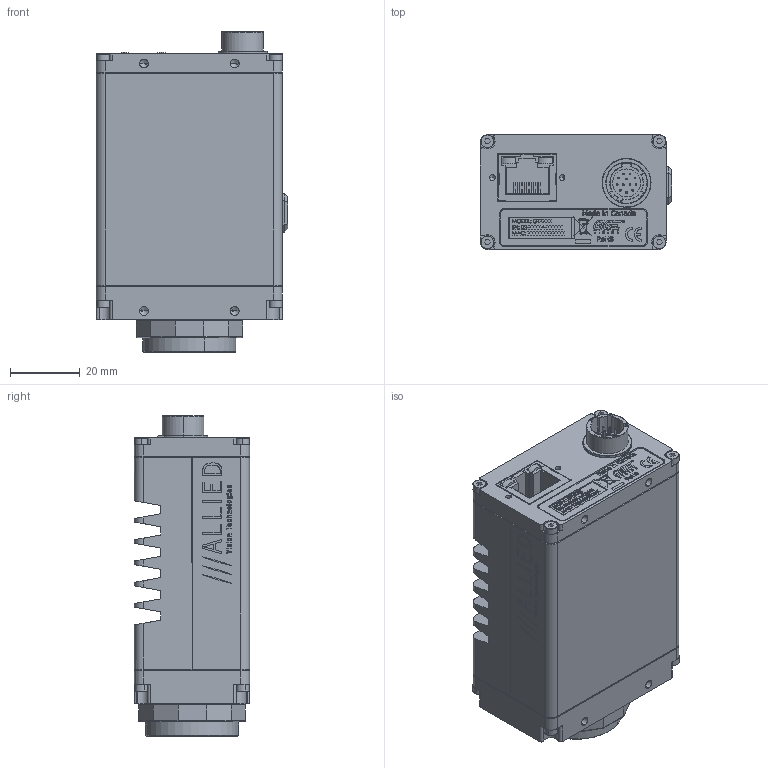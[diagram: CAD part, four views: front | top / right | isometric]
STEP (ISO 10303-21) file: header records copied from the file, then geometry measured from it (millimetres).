
FILE_DESCRIPTION (( 'STEP AP214' ), '1' );
FILE_NAME ('GT2750M CAMERAS ASSY.STEP', '2013-08-01T19:52:56', ( '' ), ( '' ), 'SwSTEP 2.0', 'SolidWorks 2013', '' );
FILE_SCHEMA (( 'AUTOMOTIVE_DESIGN' ));
Length unit declared in the file: millimetre
Products named in the file (23): 200130A-GT CONTROL FAST; 110103A-GX CCD GASKET; 140061-SCREW SKT CAP M2x8 SS; GT TOP COVER_110161A-GT TOP COVER LONG; SONY ICX694 BODY; GT2750M CAMERAS ASSY; 110153A-GT BACK PLATE; 740144A-GT SERIES LABEL; GT BODY ASSY_100192A-GT BODY ASSY FAST; GT FRONT ASSY SONY 4 TAP_100208A-GT2750M FRONT ASSY; 260034-HIROSE HR10A-10R-12PB; SONY ICX694 WINDOW; 220231-SONY ICX694ALG; 260034-HIROSE HR10A-10R-12PB WASHER; LABEL PRINTOUT; GT BOT COVER_110160A-GT BOT COVER LONG; 100191A-GT BACK ASSY; 110162A-GT FRONT PLATE LF; 260034-HIROSE HR10A-10R-12PB NUT; CONN_AMPHENOL_RJHSE-5481; 110003AC-CV CMOUNT RING; CONN_KOBICONN_163-157J-E; 110031A-B EC-CCD LOCKING RING
Assembly tree (29 placements, depth 4):
  GT2750M CAMERAS ASSY
    GT BODY ASSY_100192A-GT BODY ASSY FAST
      140061-SCREW SKT CAP M2x8 SS  x4
      100191A-GT BACK ASSY
        260034-HIROSE HR10A-10R-12PB NUT
        260034-HIROSE HR10A-10R-12PB
        110153A-GT BACK PLATE
        260034-HIROSE HR10A-10R-12PB WASHER
      200130A-GT CONTROL FAST
        CONN_AMPHENOL_RJHSE-5481
        CONN_KOBICONN_163-157J-E
      GT TOP COVER_110161A-GT TOP COVER LONG
      GT BOT COVER_110160A-GT BOT COVER LONG
    LABEL PRINTOUT
    GT FRONT ASSY SONY 4 TAP_100208A-GT2750M FRONT ASSY
      110162A-GT FRONT PLATE LF
      110003AC-CV CMOUNT RING
      110031A-B EC-CCD LOCKING RING
      110103A-GX CCD GASKET
      220231-SONY ICX694ALG
        SONY ICX694 BODY
        SONY ICX694 WINDOW
    740144A-GT SERIES LABEL
    140061-SCREW SKT CAP M2x8 SS  x4
Bounding box: 54.83 x 33.02 x 91.77 mm (x, y, z)
Volume: 64913.8 mm3; surface area: 54712.5 mm2
Topology: 41 solids, 41 shells, 3776 faces, 9828 edges, 6382 vertices
Faces by surface type: plane 2202, cylinder 689, bspline 641, cone 244
Entity records: 175499 total; most frequent: CARTESIAN_POINT 48058, ORIENTED_EDGE 18864, DIRECTION 15758, EDGE_CURVE 9432, LINE 6670, VECTOR 6670, VERTEX_POINT 6200, AXIS2_PLACEMENT_3D 4544
